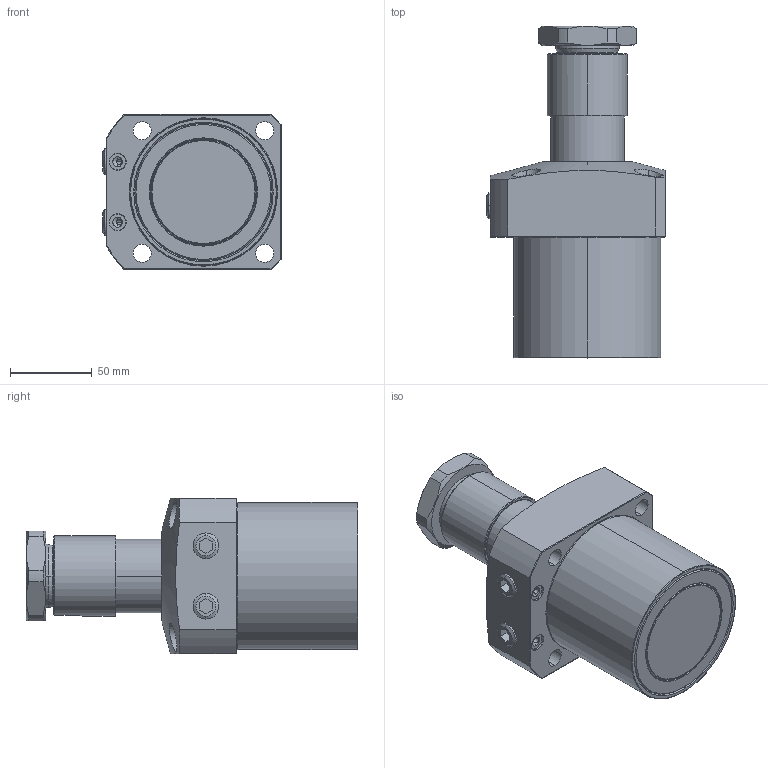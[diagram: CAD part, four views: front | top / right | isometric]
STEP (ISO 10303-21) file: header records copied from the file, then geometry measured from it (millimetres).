
FILE_DESCRIPTION (( 'STEP AP203' ), '1' );
FILE_NAME ('LHA0900-GL.STEP', '2018-12-15T03:47:27', ( '微软用户' ), ( '微软中国' ), 'SwSTEP 2.0', 'SolidWorks 2012', '' );
FILE_SCHEMA (( 'CONFIG_CONTROL_DESIGN' ));
Length unit declared in the file: millimetre
Products named in the file (7): LHA0900-槭暌滀S(蹬怮椔); LHA0900-咂衝椳紕_蹬怮椔); LHA0900-楓羔_蹬怮椔); LHA0900-ů_; LHA0900-簸忣諍匏_; Rネジ3_8; LHA0900-GL
Assembly tree (7 placements, depth 2):
  LHA0900-GL
    LHA0900-槭暌滀S(蹬怮椔)
    LHA0900-咂衝椳紕_蹬怮椔)
    LHA0900-楓羔_蹬怮椔)
    LHA0900-ů_
    LHA0900-簸忣諍匏_
    Rネジ3_8  x2
Bounding box: 109 x 203 x 95 mm (x, y, z)
Volume: 1020851.3 mm3; surface area: 108248.5 mm2
Topology: 7 solids, 7 shells, 229 faces, 533 edges, 336 vertices
Faces by surface type: plane 79, cylinder 71, cone 57, torus 20, sphere 2
Entity records: 7831 total; most frequent: CARTESIAN_POINT 2132, DIRECTION 1071, ORIENTED_EDGE 1002, EDGE_CURVE 501, AXIS2_PLACEMENT_3D 438, VERTEX_POINT 316, EDGE_LOOP 245, FACE_OUTER_BOUND 214
